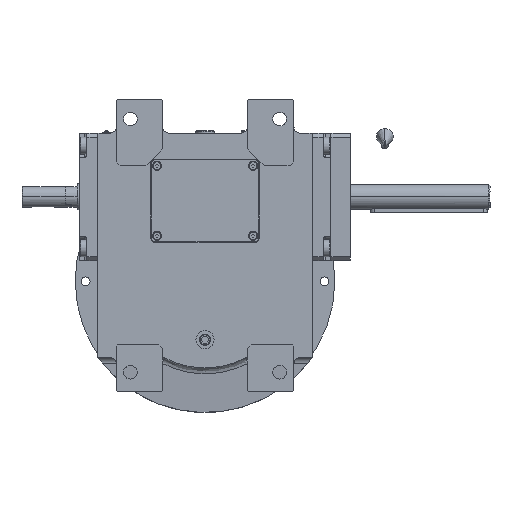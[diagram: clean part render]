
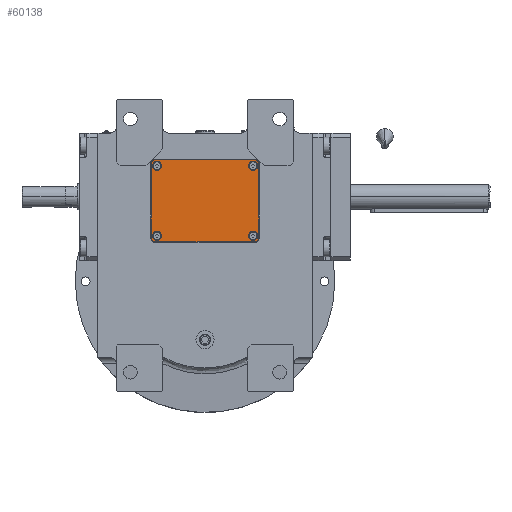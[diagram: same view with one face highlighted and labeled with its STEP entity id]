
A CAD part, front view. The second image highlights one B-rep face of the part: STEP entity #60138.
In plain terms, the highlighted face is planar.
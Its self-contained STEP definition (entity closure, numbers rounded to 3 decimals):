
#51 = LINE ( 'NONE', #10611, #6936 ) ;
#1348 = CARTESIAN_POINT ( 'NONE',  ( -40.5, -27., 3. ) ) ;
#1817 = VERTEX_POINT ( 'NONE', #15786 ) ;
#2149 = AXIS2_PLACEMENT_3D ( 'NONE', #21576, #60604, #26114 ) ;
#2249 = VECTOR ( 'NONE', #11437, 1000. ) ;
#2297 = FACE_OUTER_BOUND ( 'NONE', #35201, .T. ) ;
#2972 = DIRECTION ( 'NONE',  ( 1., 0., 0. ) ) ;
#4019 = DIRECTION ( 'NONE',  ( 0., 0., 1. ) ) ;
#4285 = AXIS2_PLACEMENT_3D ( 'NONE', #43026, #52614, #8780 ) ;
#4483 = CARTESIAN_POINT ( 'NONE',  ( 41.5, -29.5, 3. ) ) ;
#5917 = DIRECTION ( 'NONE',  ( 0., -1., 0. ) ) ;
#6518 = CARTESIAN_POINT ( 'NONE',  ( -39.5, 31.5, 3. ) ) ;
#6903 = CARTESIAN_POINT ( 'NONE',  ( 39.5, -31.5, 3. ) ) ;
#6936 = VECTOR ( 'NONE', #25670, 1000. ) ;
#7233 = ORIENTED_EDGE ( 'NONE', *, *, #38560, .F. ) ;
#7732 = EDGE_CURVE ( 'NONE', #8312, #62905, #60101, .T. ) ;
#7902 = CARTESIAN_POINT ( 'NONE',  ( -33.5, 27., 3. ) ) ;
#7980 = EDGE_LOOP ( 'NONE', ( #21031, #38439 ) ) ;
#8312 = VERTEX_POINT ( 'NONE', #50545 ) ;
#8780 = DIRECTION ( 'NONE',  ( -1., 0., 0. ) ) ;
#9797 = LINE ( 'NONE', #10751, #27970 ) ;
#10398 = CARTESIAN_POINT ( 'NONE',  ( 39.5, 31.5, 3. ) ) ;
#10611 = CARTESIAN_POINT ( 'NONE',  ( 39.5, 31.5, 3. ) ) ;
#10751 = CARTESIAN_POINT ( 'NONE',  ( 41.5, 29.5, 3. ) ) ;
#10968 = CARTESIAN_POINT ( 'NONE',  ( 0., 0., 3. ) ) ;
#11297 = DIRECTION ( 'NONE',  ( 0., 0., 1. ) ) ;
#11437 = DIRECTION ( 'NONE',  ( 1., 0., 0. ) ) ;
#13464 = AXIS2_PLACEMENT_3D ( 'NONE', #10968, #59592, #50644 ) ;
#13712 = AXIS2_PLACEMENT_3D ( 'NONE', #46823, #11297, #2972 ) ;
#13747 = CARTESIAN_POINT ( 'NONE',  ( -41.5, 29.5, 3. ) ) ;
#14095 = DIRECTION ( 'NONE',  ( 0., 0., 1. ) ) ;
#14433 = ORIENTED_EDGE ( 'NONE', *, *, #53249, .T. ) ;
#14690 = VECTOR ( 'NONE', #51033, 1000. ) ;
#15030 = VERTEX_POINT ( 'NONE', #4483 ) ;
#15078 = CARTESIAN_POINT ( 'NONE',  ( 33.5, -27., 3. ) ) ;
#15786 = CARTESIAN_POINT ( 'NONE',  ( -41.5, -29.5, 3. ) ) ;
#16099 = AXIS2_PLACEMENT_3D ( 'NONE', #48340, #14095, #53124 ) ;
#16463 = CIRCLE ( 'NONE', #2149, 3.5 ) ;
#16697 = CARTESIAN_POINT ( 'NONE',  ( 40.5, -27., 3. ) ) ;
#16837 = EDGE_CURVE ( 'NONE', #30448, #51093, #33494, .T. ) ;
#17530 = ORIENTED_EDGE ( 'NONE', *, *, #42264, .T. ) ;
#17609 = DIRECTION ( 'NONE',  ( -1., 0., 0. ) ) ;
#17747 = ORIENTED_EDGE ( 'NONE', *, *, #51393, .T. ) ;
#17852 = AXIS2_PLACEMENT_3D ( 'NONE', #57268, #52496, #17609 ) ;
#18733 = EDGE_CURVE ( 'NONE', #21972, #29803, #55305, .T. ) ;
#18739 = EDGE_CURVE ( 'NONE', #51093, #30448, #43113, .T. ) ;
#20872 = EDGE_CURVE ( 'NONE', #40562, #61075, #31162, .T. ) ;
#21031 = ORIENTED_EDGE ( 'NONE', *, *, #23396, .F. ) ;
#21396 = CIRCLE ( 'NONE', #42842, 3.5 ) ;
#21576 = CARTESIAN_POINT ( 'NONE',  ( 37., -27., 3. ) ) ;
#21589 = CIRCLE ( 'NONE', #49185, 3.5 ) ;
#21972 = VERTEX_POINT ( 'NONE', #1348 ) ;
#22506 = VERTEX_POINT ( 'NONE', #13747 ) ;
#23271 = VECTOR ( 'NONE', #41574, 1000. ) ;
#23396 = EDGE_CURVE ( 'NONE', #29803, #21972, #21589, .T. ) ;
#24207 = ORIENTED_EDGE ( 'NONE', *, *, #26563, .T. ) ;
#24854 = DIRECTION ( 'NONE',  ( -0.707, 0.707, 0. ) ) ;
#25670 = DIRECTION ( 'NONE',  ( -1., 0., 0. ) ) ;
#26114 = DIRECTION ( 'NONE',  ( 1., 0., 0. ) ) ;
#26125 = LINE ( 'NONE', #6903, #14690 ) ;
#26240 = VECTOR ( 'NONE', #51845, 1000. ) ;
#26563 = EDGE_CURVE ( 'NONE', #1817, #8312, #43710, .T. ) ;
#26728 = CARTESIAN_POINT ( 'NONE',  ( 40.5, 27., 3. ) ) ;
#27053 = VERTEX_POINT ( 'NONE', #28298 ) ;
#27223 = ORIENTED_EDGE ( 'NONE', *, *, #49764, .T. ) ;
#27239 = CARTESIAN_POINT ( 'NONE',  ( -39.5, 31.5, 3. ) ) ;
#27844 = VERTEX_POINT ( 'NONE', #10398 ) ;
#27860 = ORIENTED_EDGE ( 'NONE', *, *, #51919, .T. ) ;
#27970 = VECTOR ( 'NONE', #24854, 1000. ) ;
#28298 = CARTESIAN_POINT ( 'NONE',  ( 41.5, 29.5, 3. ) ) ;
#28370 = ORIENTED_EDGE ( 'NONE', *, *, #16837, .F. ) ;
#28693 = CARTESIAN_POINT ( 'NONE',  ( 37., -27., 3. ) ) ;
#29675 = EDGE_LOOP ( 'NONE', ( #42588, #7233 ) ) ;
#29803 = VERTEX_POINT ( 'NONE', #51911 ) ;
#29831 = CARTESIAN_POINT ( 'NONE',  ( -39.5, -31.5, 3. ) ) ;
#30448 = VERTEX_POINT ( 'NONE', #7902 ) ;
#31010 = VECTOR ( 'NONE', #53257, 1000. ) ;
#31141 = FACE_BOUND ( 'NONE', #29675, .T. ) ;
#31162 = CIRCLE ( 'NONE', #13712, 3.5 ) ;
#33107 = DIRECTION ( 'NONE',  ( -1., 0., 0. ) ) ;
#33175 = DIRECTION ( 'NONE',  ( 0., 0., 1. ) ) ;
#33494 = CIRCLE ( 'NONE', #16099, 3.5 ) ;
#34816 = EDGE_LOOP ( 'NONE', ( #35221, #62090 ) ) ;
#35201 = EDGE_LOOP ( 'NONE', ( #14433, #60448, #17530, #27860, #17747, #24207, #51281, #27223 ) ) ;
#35221 = ORIENTED_EDGE ( 'NONE', *, *, #59718, .F. ) ;
#35288 = EDGE_LOOP ( 'NONE', ( #28370, #54859 ) ) ;
#36552 = FACE_BOUND ( 'NONE', #35288, .T. ) ;
#38255 = CARTESIAN_POINT ( 'NONE',  ( -37., -27., 3. ) ) ;
#38439 = ORIENTED_EDGE ( 'NONE', *, *, #18733, .F. ) ;
#38560 = EDGE_CURVE ( 'NONE', #61075, #40562, #41425, .T. ) ;
#40102 = FACE_BOUND ( 'NONE', #34816, .T. ) ;
#40433 = FACE_BOUND ( 'NONE', #7980, .T. ) ;
#40562 = VERTEX_POINT ( 'NONE', #26728 ) ;
#40898 = VERTEX_POINT ( 'NONE', #16697 ) ;
#40933 = VERTEX_POINT ( 'NONE', #6518 ) ;
#41250 = LINE ( 'NONE', #50845, #23271 ) ;
#41313 = LINE ( 'NONE', #27239, #26240 ) ;
#41425 = CIRCLE ( 'NONE', #17852, 3.5 ) ;
#41574 = DIRECTION ( 'NONE',  ( 0., 1., 0. ) ) ;
#41951 = CARTESIAN_POINT ( 'NONE',  ( 33.5, 27., 3. ) ) ;
#42264 = EDGE_CURVE ( 'NONE', #27844, #40933, #51, .T. ) ;
#42588 = ORIENTED_EDGE ( 'NONE', *, *, #20872, .F. ) ;
#42842 = AXIS2_PLACEMENT_3D ( 'NONE', #28693, #33175, #56831 ) ;
#43026 = CARTESIAN_POINT ( 'NONE',  ( -37., -27., 3. ) ) ;
#43113 = CIRCLE ( 'NONE', #46157, 3.5 ) ;
#43710 = LINE ( 'NONE', #47850, #31010 ) ;
#45861 = LINE ( 'NONE', #50030, #55753 ) ;
#46157 = AXIS2_PLACEMENT_3D ( 'NONE', #62860, #62519, #33107 ) ;
#46823 = CARTESIAN_POINT ( 'NONE',  ( 37., 27., 3. ) ) ;
#47362 = CARTESIAN_POINT ( 'NONE',  ( 39.5, -31.5, 3. ) ) ;
#47850 = CARTESIAN_POINT ( 'NONE',  ( -41.5, -29.5, 3. ) ) ;
#48340 = CARTESIAN_POINT ( 'NONE',  ( -37., 27., 3. ) ) ;
#49185 = AXIS2_PLACEMENT_3D ( 'NONE', #38255, #4019, #62547 ) ;
#49764 = EDGE_CURVE ( 'NONE', #62905, #15030, #26125, .T. ) ;
#50030 = CARTESIAN_POINT ( 'NONE',  ( -41.5, 29.5, 3. ) ) ;
#50545 = CARTESIAN_POINT ( 'NONE',  ( -39.5, -31.5, 3. ) ) ;
#50644 = DIRECTION ( 'NONE',  ( 1., 0., 0. ) ) ;
#50845 = CARTESIAN_POINT ( 'NONE',  ( 41.5, -29.5, 3. ) ) ;
#51033 = DIRECTION ( 'NONE',  ( 0.707, 0.707, 0. ) ) ;
#51093 = VERTEX_POINT ( 'NONE', #61901 ) ;
#51281 = ORIENTED_EDGE ( 'NONE', *, *, #7732, .T. ) ;
#51393 = EDGE_CURVE ( 'NONE', #22506, #1817, #45861, .T. ) ;
#51638 = VERTEX_POINT ( 'NONE', #15078 ) ;
#51845 = DIRECTION ( 'NONE',  ( -0.707, -0.707, 0. ) ) ;
#51911 = CARTESIAN_POINT ( 'NONE',  ( -33.5, -27., 3. ) ) ;
#51919 = EDGE_CURVE ( 'NONE', #40933, #22506, #41313, .T. ) ;
#52496 = DIRECTION ( 'NONE',  ( 0., 0., 1. ) ) ;
#52614 = DIRECTION ( 'NONE',  ( 0., 0., 1. ) ) ;
#53124 = DIRECTION ( 'NONE',  ( 1., 0., 0. ) ) ;
#53249 = EDGE_CURVE ( 'NONE', #15030, #27053, #41250, .T. ) ;
#53257 = DIRECTION ( 'NONE',  ( 0.707, -0.707, 0. ) ) ;
#54859 = ORIENTED_EDGE ( 'NONE', *, *, #18739, .F. ) ;
#55305 = CIRCLE ( 'NONE', #4285, 3.5 ) ;
#55753 = VECTOR ( 'NONE', #5917, 1000. ) ;
#56375 = EDGE_CURVE ( 'NONE', #51638, #40898, #21396, .T. ) ;
#56831 = DIRECTION ( 'NONE',  ( -1., 0., 0. ) ) ;
#57268 = CARTESIAN_POINT ( 'NONE',  ( 37., 27., 3. ) ) ;
#59592 = DIRECTION ( 'NONE',  ( 0., 0., 1. ) ) ;
#59718 = EDGE_CURVE ( 'NONE', #40898, #51638, #16463, .T. ) ;
#59921 = PLANE ( 'NONE',  #13464 ) ;
#60101 = LINE ( 'NONE', #29831, #2249 ) ;
#60138 = ADVANCED_FACE ( 'NONE', ( #2297, #31141, #36552, #40102, #40433 ), #59921, .T. ) ;
#60448 = ORIENTED_EDGE ( 'NONE', *, *, #60645, .T. ) ;
#60604 = DIRECTION ( 'NONE',  ( 0., 0., 1. ) ) ;
#60645 = EDGE_CURVE ( 'NONE', #27053, #27844, #9797, .T. ) ;
#61075 = VERTEX_POINT ( 'NONE', #41951 ) ;
#61901 = CARTESIAN_POINT ( 'NONE',  ( -40.5, 27., 3. ) ) ;
#62090 = ORIENTED_EDGE ( 'NONE', *, *, #56375, .F. ) ;
#62519 = DIRECTION ( 'NONE',  ( 0., 0., 1. ) ) ;
#62547 = DIRECTION ( 'NONE',  ( 1., 0., 0. ) ) ;
#62860 = CARTESIAN_POINT ( 'NONE',  ( -37., 27., 3. ) ) ;
#62905 = VERTEX_POINT ( 'NONE', #47362 ) ;
